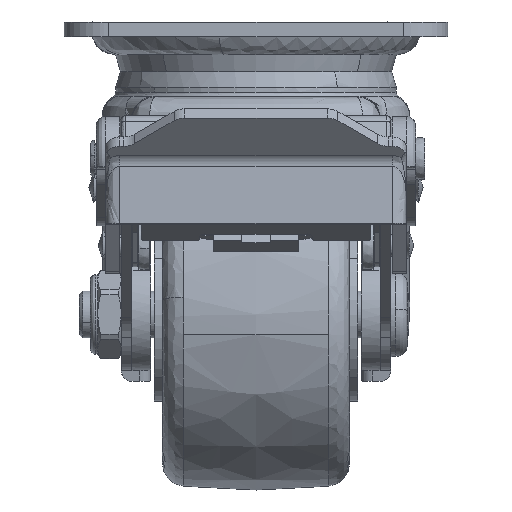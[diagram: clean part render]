
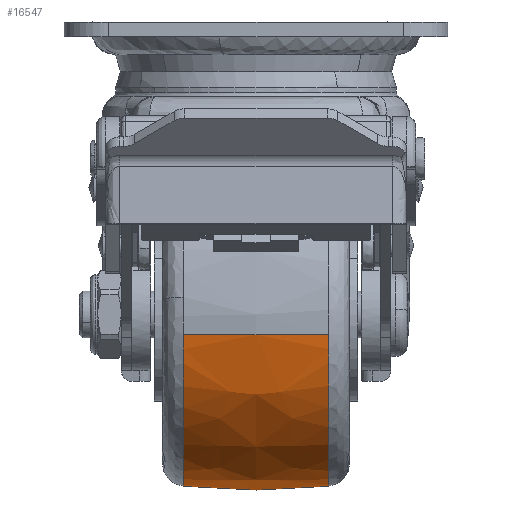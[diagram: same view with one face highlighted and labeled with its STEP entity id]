
A CAD part, left-side view. The second image highlights one B-rep face of the part: STEP entity #16547.
In plain terms, the highlighted free-form (B-spline) face has degree [2, 2] with [3, 3] control points.
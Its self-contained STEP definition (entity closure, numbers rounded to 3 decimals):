
#16108=CARTESIAN_POINT('',(-36.45,-15.517,-66.737));
#16109=VERTEX_POINT('',#16108);
#16128=CARTESIAN_POINT('',(0.0,-15.517,-99.195));
#16129=VERTEX_POINT('',#16128);
#16130=CARTESIAN_POINT('',(0.0,-15.517,-99.195));
#16131=CARTESIAN_POINT('',(-1.947,-15.517,-99.195));
#16132=CARTESIAN_POINT('',(-5.284,-15.517,-98.929));
#16133=CARTESIAN_POINT('',(-10.521,-15.517,-97.78));
#16134=CARTESIAN_POINT('',(-14.576,-15.517,-96.276));
#16135=CARTESIAN_POINT('',(-18.908,-15.517,-94.05));
#16136=CARTESIAN_POINT('',(-22.325,-15.517,-91.757));
#16137=CARTESIAN_POINT('',(-25.93,-15.517,-88.583));
#16138=CARTESIAN_POINT('',(-29.145,-15.517,-85.008));
#16139=CARTESIAN_POINT('',(-32.083,-15.517,-80.596));
#16140=CARTESIAN_POINT('',(-34.176,-15.517,-76.113));
#16141=CARTESIAN_POINT('',(-35.663,-15.517,-71.545));
#16142=CARTESIAN_POINT('',(-36.241,-15.517,-68.533));
#16143=CARTESIAN_POINT('',(-36.45,-15.517,-66.737));
#16144=B_SPLINE_CURVE_WITH_KNOTS('',3,(#16130,#16131,#16132,#16133,#16134,#16135,#16136,#16137,#16138,#16139,#16140,#16141,#16142,#16143),.UNSPECIFIED.,.F.,.U.,(4,1,1,1,1,1,1,1,1,1,1,4),(0.,5.84,10.011,16.06,18.771,24.611,28.366,33.163,39.003,44.217,47.971,53.394),.UNSPECIFIED.);
#16145=EDGE_CURVE('',#16129,#16109,#16144,.T.);
#16248=CARTESIAN_POINT('',(0.0,15.517,-99.195));
#16249=VERTEX_POINT('',#16248);
#16265=CARTESIAN_POINT('',(-36.45,15.517,-66.737));
#16266=VERTEX_POINT('',#16265);
#16267=CARTESIAN_POINT('',(0.0,15.517,-99.195));
#16268=CARTESIAN_POINT('',(-2.642,15.517,-99.196));
#16269=CARTESIAN_POINT('',(-7.578,15.517,-98.66));
#16270=CARTESIAN_POINT('',(-13.83,15.517,-96.659));
#16271=CARTESIAN_POINT('',(-19.175,15.517,-93.951));
#16272=CARTESIAN_POINT('',(-23.89,15.517,-90.588));
#16273=CARTESIAN_POINT('',(-28.31,15.517,-86.127));
#16274=CARTESIAN_POINT('',(-31.628,15.517,-81.381));
#16275=CARTESIAN_POINT('',(-33.822,15.517,-76.947));
#16276=CARTESIAN_POINT('',(-35.509,15.517,-72.227));
#16277=CARTESIAN_POINT('',(-36.201,15.517,-68.878));
#16278=CARTESIAN_POINT('',(-36.45,15.517,-66.737));
#16279=B_SPLINE_CURVE_WITH_KNOTS('',3,(#16267,#16268,#16269,#16270,#16271,#16272,#16273,#16274,#16275,#16276,#16277,#16278),.UNSPECIFIED.,.F.,.U.,(4,1,1,1,1,1,1,1,1,4),(0.,7.926,14.809,19.606,25.863,32.12,38.377,43.174,46.929,53.394),.UNSPECIFIED.);
#16280=EDGE_CURVE('',#16249,#16266,#16279,.T.);
#16501=CARTESIAN_POINT('',(0.0,15.517,-99.195));
#16502=CARTESIAN_POINT('',(0.0,11.169,-99.648));
#16503=CARTESIAN_POINT('',(0.0,0.814,-100.269));
#16504=CARTESIAN_POINT('',(0.0,-9.558,-99.815));
#16505=CARTESIAN_POINT('',(0.0,-15.517,-99.195));
#16506=B_SPLINE_CURVE_WITH_KNOTS('',3,(#16501,#16502,#16503,#16504,#16505),.UNSPECIFIED.,.F.,.U.,(4,1,4),(0.,13.116,31.09),.UNSPECIFIED.);
#16507=EDGE_CURVE('',#16249,#16129,#16506,.T.);
#16513=CARTESIAN_POINT('',(-36.45,15.517,-66.737));
#16514=CARTESIAN_POINT('',(-37.066,9.558,-66.809));
#16515=CARTESIAN_POINT('',(-37.516,-0.814,-66.861));
#16516=CARTESIAN_POINT('',(-36.899,-11.169,-66.789));
#16517=CARTESIAN_POINT('',(-36.45,-15.517,-66.737));
#16518=B_SPLINE_CURVE_WITH_KNOTS('',3,(#16513,#16514,#16515,#16516,#16517),.UNSPECIFIED.,.F.,.U.,(4,1,4),(0.,17.974,31.09),.UNSPECIFIED.);
#16519=EDGE_CURVE('',#16266,#16109,#16518,.T.);
#16524=CARTESIAN_POINT('',(0.0,17.058,-99.027));
#16525=CARTESIAN_POINT('',(0.0,0.,-100.979));
#16526=CARTESIAN_POINT('',(0.0,-17.058,-99.027));
#16527=CARTESIAN_POINT('',(-32.527,17.058,-99.027));
#16528=CARTESIAN_POINT('',(-34.266,0.,-100.979));
#16529=CARTESIAN_POINT('',(-32.527,-17.058,-99.027));
#16530=CARTESIAN_POINT('',(-36.283,17.058,-66.718));
#16531=CARTESIAN_POINT('',(-38.222,0.,-66.943));
#16532=CARTESIAN_POINT('',(-36.283,-17.058,-66.718));
#16540=(BOUNDED_SURFACE()B_SPLINE_SURFACE(2,2,((#16524,#16527,#16530),(#16525,#16528,#16531),(#16526,#16529,#16532)),.UNSPECIFIED.,.F.,.F.,.U.)B_SPLINE_SURFACE_WITH_KNOTS((3,3),(3,3),(0.0,34.227),(0.0,57.099),.UNSPECIFIED.)GEOMETRIC_REPRESENTATION_ITEM()RATIONAL_B_SPLINE_SURFACE(((0.878,0.641,0.84),(0.872,0.637,0.835),(0.878,0.641,0.84)))REPRESENTATION_ITEM('')SURFACE());
#16541=ORIENTED_EDGE('',*,*,#16145,.T.);
#16542=ORIENTED_EDGE('',*,*,#16519,.F.);
#16543=ORIENTED_EDGE('',*,*,#16280,.F.);
#16544=ORIENTED_EDGE('',*,*,#16507,.T.);
#16545=EDGE_LOOP('',(#16541,#16542,#16543,#16544));
#16546=FACE_OUTER_BOUND('',#16545,.T.);
#16547=ADVANCED_FACE('',(#16546),#16540,.T.);
